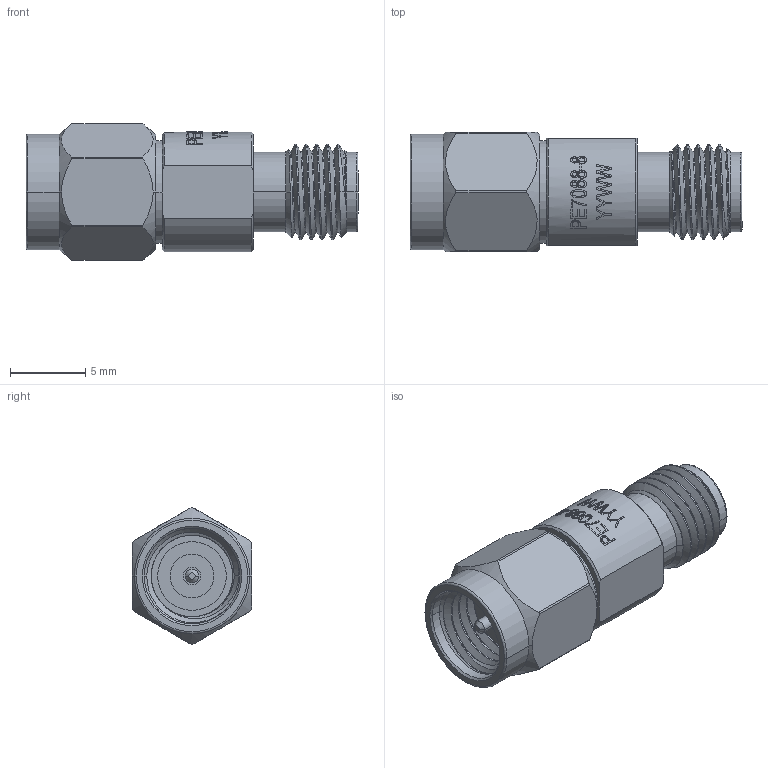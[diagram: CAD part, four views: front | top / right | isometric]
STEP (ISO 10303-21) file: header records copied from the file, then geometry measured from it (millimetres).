
FILE_DESCRIPTION (( 'STEP AP203' ), '1' );
FILE_NAME ('PE7088.step', '2019-01-08T22:03:44', ( '' ), ( '' ), 'SwSTEP 2.0', 'SolidWorks 2017', '' );
FILE_SCHEMA (( 'CONFIG_CONTROL_DESIGN' ));
Length unit declared in the file: inch
Products named in the file (1): PE7088
Bounding box: 22.1 x 7.94 x 9.09 mm (x, y, z)
Volume: 704.6 mm3; surface area: 1071.1 mm2
Topology: 1 solids, 1 shells, 307 faces, 801 edges, 529 vertices
Faces by surface type: bspline 110, plane 89, cylinder 77, cone 27, torus 4
Entity records: 16607 total; most frequent: CARTESIAN_POINT 10041, ORIENTED_EDGE 1602, DIRECTION 946, EDGE_CURVE 801, VERTEX_POINT 529, B_SPLINE_CURVE_WITH_KNOTS 387, AXIS2_PLACEMENT_3D 382, EDGE_LOOP 340
